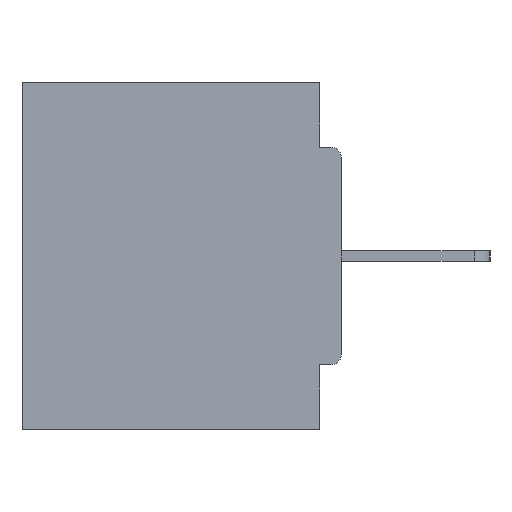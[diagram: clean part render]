
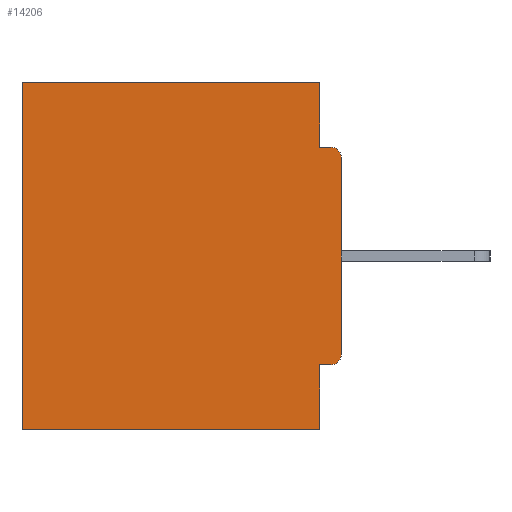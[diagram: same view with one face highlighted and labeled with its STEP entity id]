
A CAD part, left-side view. The second image highlights one B-rep face of the part: STEP entity #14206.
In plain terms, the highlighted planar face has unit normal (-1, 0, 0).
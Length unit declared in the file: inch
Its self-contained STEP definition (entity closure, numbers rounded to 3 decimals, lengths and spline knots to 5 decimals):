
#276 = CARTESIAN_POINT ( 'NONE',  ( 0.298, 0.015, -0.0935 ) ) ;
#327 = CIRCLE ( 'NONE', #8905, 0.015 ) ;
#1046 = DIRECTION ( 'NONE',  ( 0., 0., -1. ) ) ;
#1347 = VERTEX_POINT ( 'NONE', #26412 ) ;
#1628 = CARTESIAN_POINT ( 'NONE',  ( 0.298, 0., 0. ) ) ;
#2137 = EDGE_CURVE ( 'NONE', #3249, #29028, #20570, .T. ) ;
#2487 = EDGE_CURVE ( 'NONE', #34969, #29028, #30068, .T. ) ;
#2994 = DIRECTION ( 'NONE',  ( 0., 0., -1. ) ) ;
#3089 = VECTOR ( 'NONE', #3675, 39.37008 ) ;
#3249 = VERTEX_POINT ( 'NONE', #37584 ) ;
#3675 = DIRECTION ( 'NONE',  ( 0., 1., 0. ) ) ;
#3865 = LINE ( 'NONE', #9422, #3089 ) ;
#3982 = VERTEX_POINT ( 'NONE', #24977 ) ;
#5030 = CARTESIAN_POINT ( 'NONE',  ( 0.298, 0.46, 0. ) ) ;
#6051 = PLANE ( 'NONE',  #33162 ) ;
#6227 = DIRECTION ( 'NONE',  ( 0., -1., 0. ) ) ;
#6401 = LINE ( 'NONE', #35651, #24399 ) ;
#7184 = VECTOR ( 'NONE', #26932, 39.37008 ) ;
#7562 = ORIENTED_EDGE ( 'NONE', *, *, #25541, .T. ) ;
#7763 = DIRECTION ( 'NONE',  ( 0., 1., 0. ) ) ;
#8364 = CARTESIAN_POINT ( 'NONE',  ( 0.298, 0., 0. ) ) ;
#8509 = DIRECTION ( 'NONE',  ( 0., 1., 0. ) ) ;
#8905 = AXIS2_PLACEMENT_3D ( 'NONE', #20647, #29113, #26423 ) ;
#9422 = CARTESIAN_POINT ( 'NONE',  ( 0.298, 0., -0.5 ) ) ;
#9481 = LINE ( 'NONE', #21225, #35766 ) ;
#9873 = CARTESIAN_POINT ( 'NONE',  ( 0.298, 0., 0. ) ) ;
#10541 = VERTEX_POINT ( 'NONE', #276 ) ;
#11193 = LINE ( 'NONE', #28715, #24531 ) ;
#11942 = AXIS2_PLACEMENT_3D ( 'NONE', #34987, #14208, #31528 ) ;
#12264 = CARTESIAN_POINT ( 'NONE',  ( 0.298, 0., -0.3915 ) ) ;
#13007 = CARTESIAN_POINT ( 'NONE',  ( 0.298, 0.031, -0.5 ) ) ;
#13924 = LINE ( 'NONE', #1628, #37603 ) ;
#14002 = VERTEX_POINT ( 'NONE', #33772 ) ;
#14206 = ADVANCED_FACE ( 'NONE', ( #34920 ), #6051, .F. ) ;
#14208 = DIRECTION ( 'NONE',  ( -1., 0., 0. ) ) ;
#16952 = EDGE_CURVE ( 'NONE', #36333, #10541, #9481, .T. ) ;
#17472 = CARTESIAN_POINT ( 'NONE',  ( 0.298, 0.031, -0.0935 ) ) ;
#18248 = ORIENTED_EDGE ( 'NONE', *, *, #2137, .T. ) ;
#18756 = EDGE_CURVE ( 'NONE', #3249, #1347, #11193, .T. ) ;
#18773 = ORIENTED_EDGE ( 'NONE', *, *, #32140, .T. ) ;
#18884 = VERTEX_POINT ( 'NONE', #23884 ) ;
#19161 = ORIENTED_EDGE ( 'NONE', *, *, #16952, .F. ) ;
#19375 = ORIENTED_EDGE ( 'NONE', *, *, #24340, .F. ) ;
#19491 = EDGE_CURVE ( 'NONE', #3982, #36333, #30699, .T. ) ;
#20570 = CIRCLE ( 'NONE', #11942, 0.015 ) ;
#20647 = CARTESIAN_POINT ( 'NONE',  ( 0.298, 0.015, -0.1085 ) ) ;
#21155 = LINE ( 'NONE', #21545, #7184 ) ;
#21225 = CARTESIAN_POINT ( 'NONE',  ( 0.298, 0., -0.0935 ) ) ;
#21545 = CARTESIAN_POINT ( 'NONE',  ( 0.298, 0.031, -0.5 ) ) ;
#21563 = VERTEX_POINT ( 'NONE', #5030 ) ;
#23884 = CARTESIAN_POINT ( 'NONE',  ( 0.298, 0.46, -0.5 ) ) ;
#24340 = EDGE_CURVE ( 'NONE', #1347, #14002, #21155, .T. ) ;
#24399 = VECTOR ( 'NONE', #35464, 39.37008 ) ;
#24531 = VECTOR ( 'NONE', #8509, 39.37008 ) ;
#24977 = CARTESIAN_POINT ( 'NONE',  ( 0.298, 0.031, 0. ) ) ;
#25520 = VECTOR ( 'NONE', #1046, 39.37008 ) ;
#25541 = EDGE_CURVE ( 'NONE', #21563, #18884, #6401, .T. ) ;
#26412 = CARTESIAN_POINT ( 'NONE',  ( 0.298, 0.031, -0.4065 ) ) ;
#26423 = DIRECTION ( 'NONE',  ( 0., 0., -1. ) ) ;
#26828 = ORIENTED_EDGE ( 'NONE', *, *, #2487, .F. ) ;
#26932 = DIRECTION ( 'NONE',  ( 0., 0., -1. ) ) ;
#28269 = VECTOR ( 'NONE', #36492, 39.37008 ) ;
#28565 = EDGE_CURVE ( 'NONE', #14002, #18884, #3865, .T. ) ;
#28715 = CARTESIAN_POINT ( 'NONE',  ( 0.298, 0., -0.4065 ) ) ;
#28762 = DIRECTION ( 'NONE',  ( 1., 0., 0. ) ) ;
#29028 = VERTEX_POINT ( 'NONE', #12264 ) ;
#29063 = ORIENTED_EDGE ( 'NONE', *, *, #18756, .F. ) ;
#29113 = DIRECTION ( 'NONE',  ( -1., 0., 0. ) ) ;
#30068 = LINE ( 'NONE', #9873, #25520 ) ;
#30699 = LINE ( 'NONE', #13007, #28269 ) ;
#31057 = ORIENTED_EDGE ( 'NONE', *, *, #19491, .F. ) ;
#31528 = DIRECTION ( 'NONE',  ( 0., 0., -1. ) ) ;
#32140 = EDGE_CURVE ( 'NONE', #3982, #21563, #13924, .T. ) ;
#32344 = EDGE_LOOP ( 'NONE', ( #37198, #19161, #31057, #18773, #7562, #37244, #19375, #29063, #18248, #26828 ) ) ;
#33162 = AXIS2_PLACEMENT_3D ( 'NONE', #8364, #28762, #2994 ) ;
#33772 = CARTESIAN_POINT ( 'NONE',  ( 0.298, 0.031, -0.5 ) ) ;
#34920 = FACE_OUTER_BOUND ( 'NONE', #32344, .T. ) ;
#34969 = VERTEX_POINT ( 'NONE', #37127 ) ;
#34987 = CARTESIAN_POINT ( 'NONE',  ( 0.298, 0.015, -0.3915 ) ) ;
#35436 = EDGE_CURVE ( 'NONE', #34969, #10541, #327, .T. ) ;
#35464 = DIRECTION ( 'NONE',  ( 0., 0., -1. ) ) ;
#35651 = CARTESIAN_POINT ( 'NONE',  ( 0.298, 0.46, 0. ) ) ;
#35766 = VECTOR ( 'NONE', #6227, 39.37008 ) ;
#36333 = VERTEX_POINT ( 'NONE', #17472 ) ;
#36492 = DIRECTION ( 'NONE',  ( 0., 0., -1. ) ) ;
#37127 = CARTESIAN_POINT ( 'NONE',  ( 0.298, 0., -0.1085 ) ) ;
#37198 = ORIENTED_EDGE ( 'NONE', *, *, #35436, .T. ) ;
#37244 = ORIENTED_EDGE ( 'NONE', *, *, #28565, .F. ) ;
#37584 = CARTESIAN_POINT ( 'NONE',  ( 0.298, 0.015, -0.4065 ) ) ;
#37603 = VECTOR ( 'NONE', #7763, 39.37008 ) ;
